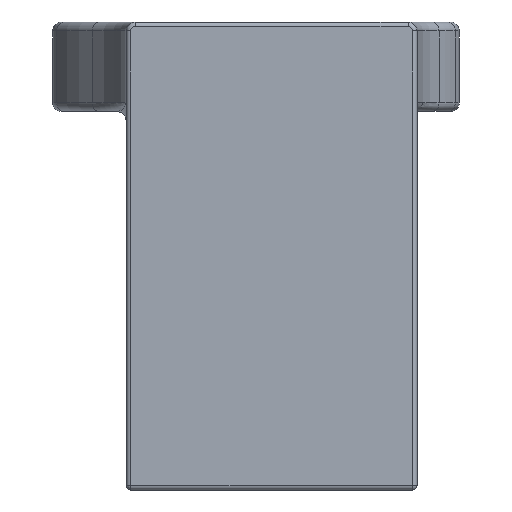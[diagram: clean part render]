
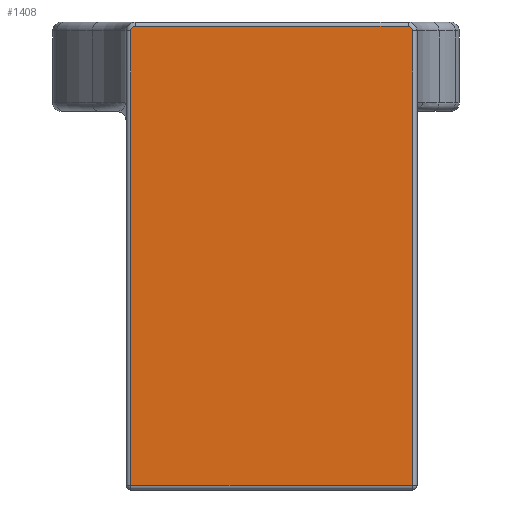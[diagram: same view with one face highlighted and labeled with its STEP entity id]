
A CAD part, front view. The second image highlights one B-rep face of the part: STEP entity #1408.
In plain terms, the highlighted planar face has unit normal (0, -1, 0).
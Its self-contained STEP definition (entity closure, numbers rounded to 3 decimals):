
#68=PLANE('',#1525);
#93=LINE('',#2654,#149);
#95=LINE('',#2671,#151);
#96=LINE('',#2673,#152);
#97=LINE('',#2674,#153);
#149=VECTOR('',#1765,10.);
#151=VECTOR('',#1775,10.);
#152=VECTOR('',#1776,10.);
#153=VECTOR('',#1777,10.);
#242=FACE_OUTER_BOUND('',#339,.T.);
#339=EDGE_LOOP('',(#998,#999,#1000,#1001,#1002,#1003));
#477=CIRCLE('',#1517,0.5);
#482=CIRCLE('',#1523,0.5);
#621=VERTEX_POINT('',#2643);
#622=VERTEX_POINT('',#2645);
#625=VERTEX_POINT('',#2652);
#626=VERTEX_POINT('',#2665);
#627=VERTEX_POINT('',#2670);
#628=VERTEX_POINT('',#2672);
#758=EDGE_CURVE('',#621,#622,#477,.T.);
#762=EDGE_CURVE('',#625,#621,#93,.T.);
#765=EDGE_CURVE('',#626,#625,#482,.T.);
#767=EDGE_CURVE('',#627,#626,#95,.T.);
#768=EDGE_CURVE('',#628,#627,#96,.T.);
#769=EDGE_CURVE('',#622,#628,#97,.T.);
#998=ORIENTED_EDGE('',*,*,#758,.F.);
#999=ORIENTED_EDGE('',*,*,#762,.F.);
#1000=ORIENTED_EDGE('',*,*,#765,.F.);
#1001=ORIENTED_EDGE('',*,*,#767,.F.);
#1002=ORIENTED_EDGE('',*,*,#768,.F.);
#1003=ORIENTED_EDGE('',*,*,#769,.F.);
#1408=ADVANCED_FACE('',(#242),#68,.T.);
#1517=AXIS2_PLACEMENT_3D('',#2646,#1755,#1756);
#1523=AXIS2_PLACEMENT_3D('',#2667,#1769,#1770);
#1525=AXIS2_PLACEMENT_3D('',#2669,#1773,#1774);
#1755=DIRECTION('center_axis',(0.,1.,0.));
#1756=DIRECTION('ref_axis',(0.259,0.,0.966));
#1765=DIRECTION('',(1.,0.,0.));
#1769=DIRECTION('center_axis',(0.,1.,0.));
#1770=DIRECTION('ref_axis',(-0.259,0.,0.966));
#1773=DIRECTION('center_axis',(0.,-1.,0.));
#1774=DIRECTION('ref_axis',(0.,0.,1.));
#1775=DIRECTION('',(0.,0.,1.));
#1776=DIRECTION('',(-1.,0.,0.));
#1777=DIRECTION('',(0.,0.,-1.));
#2643=CARTESIAN_POINT('',(-16.25,46.35,39.426));
#2645=CARTESIAN_POINT('',(-15.75,46.35,38.926));
#2646=CARTESIAN_POINT('Origin',(-16.25,46.35,38.926));
#2652=CARTESIAN_POINT('',(-46.75,46.35,39.426));
#2654=CARTESIAN_POINT('',(-24.25,46.35,39.426));
#2665=CARTESIAN_POINT('',(-47.25,46.35,38.926));
#2667=CARTESIAN_POINT('Origin',(-46.75,46.35,38.926));
#2669=CARTESIAN_POINT('Origin',(-15.25,46.35,-12.374));
#2670=CARTESIAN_POINT('',(-47.25,46.35,-11.874));
#2671=CARTESIAN_POINT('',(-47.25,46.35,-1.799));
#2672=CARTESIAN_POINT('',(-15.75,46.35,-11.874));
#2673=CARTESIAN_POINT('',(-15.25,46.35,-11.874));
#2674=CARTESIAN_POINT('',(-15.75,46.35,-1.799));
